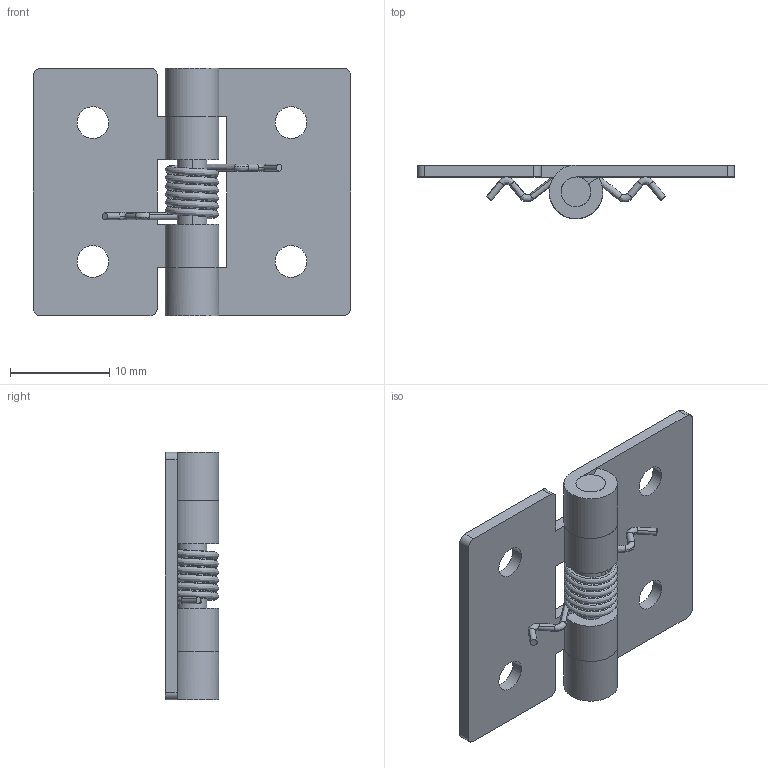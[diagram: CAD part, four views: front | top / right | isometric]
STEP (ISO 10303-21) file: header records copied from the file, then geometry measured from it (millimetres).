
FILE_DESCRIPTION((''),'2;1');
FILE_NAME('','2005-04-20T09:54:08',(''),(''),'','CADfix','');
FILE_SCHEMA(('AUTOMOTIVE_DESIGN'));
Length unit declared in the file: millimetre
Products named in the file (5): spring; shaft; hinge piece_B; hinge piece_A; TH_61SUS_1_12798_36
Assembly tree (4 placements, depth 2):
  TH_61SUS_1_12798_36
    spring
    shaft
    hinge piece_B
    hinge piece_A
Bounding box: 32 x 5.4 x 25 mm (x, y, z)
Volume: 1254.2 mm3; surface area: 2586.2 mm2
Topology: 4 solids, 4 shells, 82 faces, 268 edges, 196 vertices
Faces by surface type: bspline 82
Entity records: 5221 total; most frequent: CARTESIAN_POINT 3673, ORIENTED_EDGE 536, EDGE_CURVE 268, VERTEX_POINT 196, QUASI_UNIFORM_CURVE 96, EDGE_LOOP 94, FACE_OUTER_BOUND 82, ADVANCED_FACE 82
